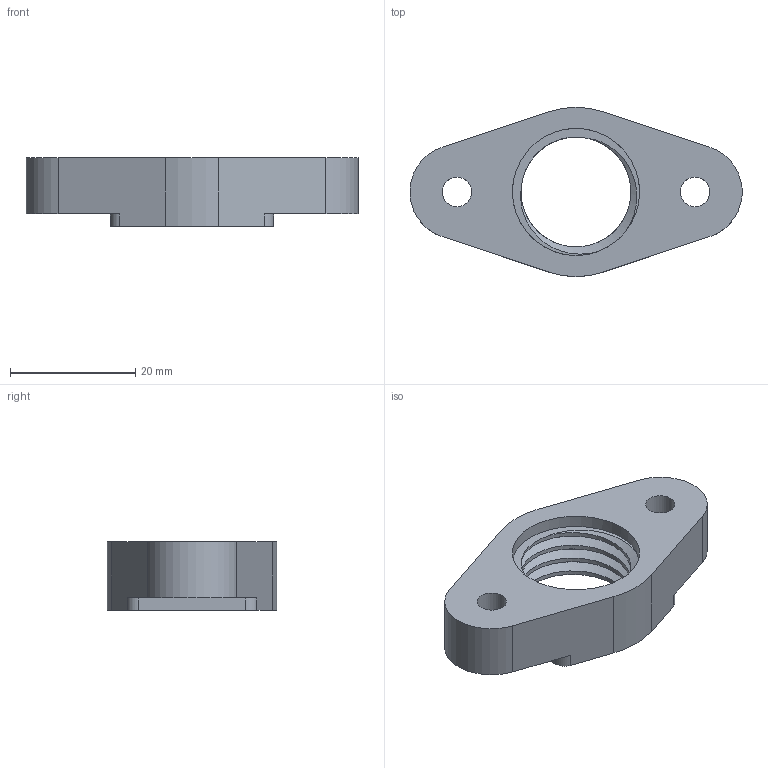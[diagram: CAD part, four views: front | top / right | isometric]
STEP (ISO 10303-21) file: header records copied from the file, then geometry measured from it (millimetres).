
FILE_DESCRIPTION(/* description */ (''),/* implementation_level */ '2;1');
FILE_NAME(/* name */ 'Krave.step',/* time_stamp */ '2022-01-22T10:08:16+01:00',/* author */ (''),/* organization */ (''),/* preprocessor_version */ 'ST-DEVELOPER v18.1',/* originating_system */ 'Autodesk Translation Framework v10.10.0.1391',/* authorisation */ '');
FILE_SCHEMA (('AUTOMOTIVE_DESIGN { 1 0 10303 214 3 1 1 }'));
Length unit declared in the file: millimetre
Products named in the file (1): Krave
Bounding box: 52.95 x 27 x 11 mm (x, y, z)
Volume: 6955 mm3; surface area: 4003.1 mm2
Topology: 1 solids, 1 shells, 32 faces, 90 edges, 60 vertices
Faces by surface type: cylinder 19, plane 11, bspline 2
Full cylindrical faces by diameter (mm): 4.7 x2, 17.519 x2, 20.293 x4
Entity records: 2339 total; most frequent: CARTESIAN_POINT 1487, ORIENTED_EDGE 180, DIRECTION 156, EDGE_CURVE 90, VERTEX_POINT 60, AXIS2_PLACEMENT_3D 57, LINE 42, VECTOR 42
